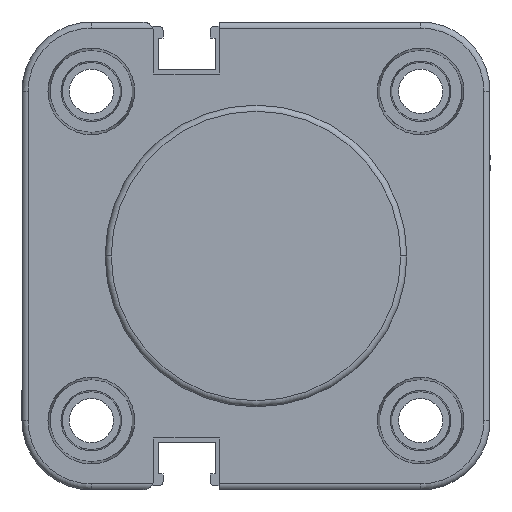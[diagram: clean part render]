
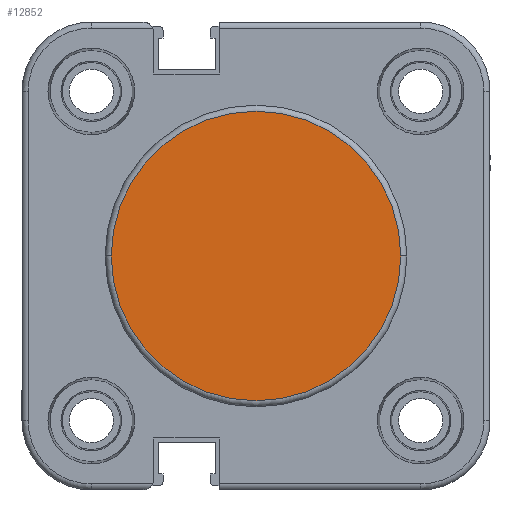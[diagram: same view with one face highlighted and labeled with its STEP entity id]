
A CAD part, front view. The second image highlights one B-rep face of the part: STEP entity #12852.
In plain terms, the highlighted face is planar.
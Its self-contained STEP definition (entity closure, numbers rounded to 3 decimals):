
#381 = DIRECTION ( 'NONE',  ( 0., -1., 0. ) ) ;
#483 = EDGE_LOOP ( 'NONE', ( #6281, #4450 ) ) ;
#1426 = DIRECTION ( 'NONE',  ( 0., -1., 0. ) ) ;
#1659 = DIRECTION ( 'NONE',  ( -1., 0., 0. ) ) ;
#3724 = AXIS2_PLACEMENT_3D ( 'NONE', #6470, #1659, #381 ) ;
#3896 = EDGE_CURVE ( 'NONE', #7714, #14926, #13946, .T. ) ;
#4303 = CIRCLE ( 'NONE', #3724, 16.7 ) ;
#4450 = ORIENTED_EDGE ( 'NONE', *, *, #3896, .T. ) ;
#4469 = CARTESIAN_POINT ( 'NONE',  ( 0., -16.7, 0. ) ) ;
#5623 = EDGE_CURVE ( 'NONE', #14926, #7714, #4303, .T. ) ;
#6281 = ORIENTED_EDGE ( 'NONE', *, *, #5623, .T. ) ;
#6470 = CARTESIAN_POINT ( 'NONE',  ( 0., 0., 0. ) ) ;
#6669 = CARTESIAN_POINT ( 'NONE',  ( 0., 16.7, 0. ) ) ;
#7435 = CARTESIAN_POINT ( 'NONE',  ( 0., 0., 0. ) ) ;
#7714 = VERTEX_POINT ( 'NONE', #6669 ) ;
#7971 = AXIS2_PLACEMENT_3D ( 'NONE', #7435, #11004, #1426 ) ;
#8669 = PLANE ( 'NONE',  #13618 ) ;
#9927 = FACE_OUTER_BOUND ( 'NONE', #483, .T. ) ;
#11004 = DIRECTION ( 'NONE',  ( -1., 0., 0. ) ) ;
#12376 = CARTESIAN_POINT ( 'NONE',  ( 0., 0., 0. ) ) ;
#12852 = ADVANCED_FACE ( 'NONE', ( #9927 ), #8669, .T. ) ;
#13531 = DIRECTION ( 'NONE',  ( -1., 0., 0. ) ) ;
#13618 = AXIS2_PLACEMENT_3D ( 'NONE', #12376, #13531, #14608 ) ;
#13946 = CIRCLE ( 'NONE', #7971, 16.7 ) ;
#14608 = DIRECTION ( 'NONE',  ( 0., -1., 0. ) ) ;
#14926 = VERTEX_POINT ( 'NONE', #4469 ) ;
